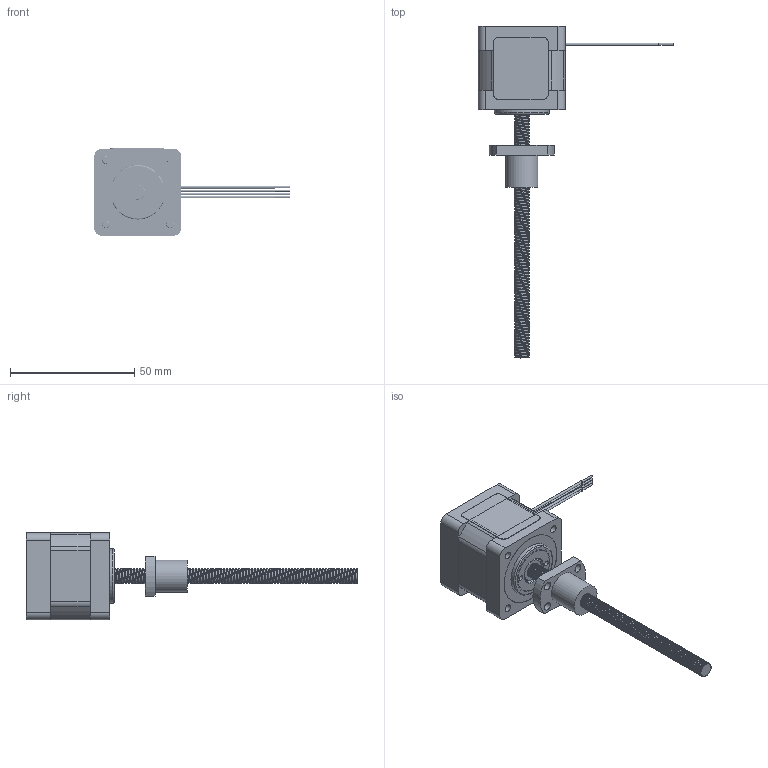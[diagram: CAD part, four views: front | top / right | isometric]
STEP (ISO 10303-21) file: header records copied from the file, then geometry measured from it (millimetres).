
FILE_DESCRIPTION(/* description */ (''),/* implementation_level */ '2;1');
FILE_NAME(/* name */ '14E2110BS14-100.stp',/* time_stamp */ '2020-08-18T11:23:12+08:00',/* author */ ('hc7413'),/* organization */ (''),/* preprocessor_version */ 'ST-DEVELOPER v16.1',/* originating_system */ 'Autodesk Inventor 2016',/* authorisation */ '');
FILE_SCHEMA (('AUTOMOTIVE_DESIGN { 1 0 10303 214 3 1 1 }'));
Products named in the file (22): 02-012（14H2035铁芯）; 12-016-1（14H2035骨架）; 09-007-1（红）; 09-007-2（红白）; 09-007-3（绿）; 09-007-4（绿白）; 15-001-25漆包线; 02-013-2（1A定子总成）; 01-005前盖; 01-006后盖; 06-008预紧; 07-010轴承; 10-003（调整垫）; 11-005（M3X29平头）; 11-014丝杆紧固螺母; 12-006护线套; 04-013; 42铭牌; 42单厚铭牌; 0601; SR0601螺母; 装配1
Assembly tree (26 placements, depth 3):
  装配1
    02-013-2（1A定子总成）
      02-012（14H2035铁芯）
      12-016-1（14H2035骨架）  x2
      09-007-1（红）
      09-007-2（红白）
      09-007-3（绿）
      09-007-4（绿白）
      15-001-25漆包线
    01-005前盖
    01-006后盖
    06-008预紧
    07-010轴承  x2
    10-003（调整垫）
    11-005（M3X29平头）  x4
    11-014丝杆紧固螺母
    12-006护线套
    04-013
    42铭牌
    42单厚铭牌
    0601
    SR0601螺母
Bounding box: 78.7 x 133.65 x 35.2 mm (x, y, z)
Volume: 30865.2 mm3; surface area: 44218.7 mm2
Topology: 29 solids, 29 shells, 1517 faces, 4211 edges, 2741 vertices
Faces by surface type: cylinder 747, plane 718, cone 23, torus 17, bspline 12
Full cylindrical faces by diameter (mm): 0.8 x4, 1 x18, 2 x2, 2.8 x120, 2.9 x4, 3 x15, 3.2 x4, 3.3 x1, 3.4 x8, 4 x1, 4.2 x1, 5 x1, 5.5 x4, 7.8 x1, 8 x1, 10 x4, 10.5 x1, 11 x1, 11.5 x1, 11.9 x2, 12 x3, 13 x1, 14 x1, 16 x1, 17 x2, 17.1 x2, 18 x1, 19 x6, 21.91 x2, 22 x1
Entity records: 44572 total; most frequent: CARTESIAN_POINT 18732, DIRECTION 5568, ORIENTED_EDGE 5044, EDGE_CURVE 2522, AXIS2_PLACEMENT_3D 2052, VERTEX_POINT 1694, LINE 1464, VECTOR 1464
